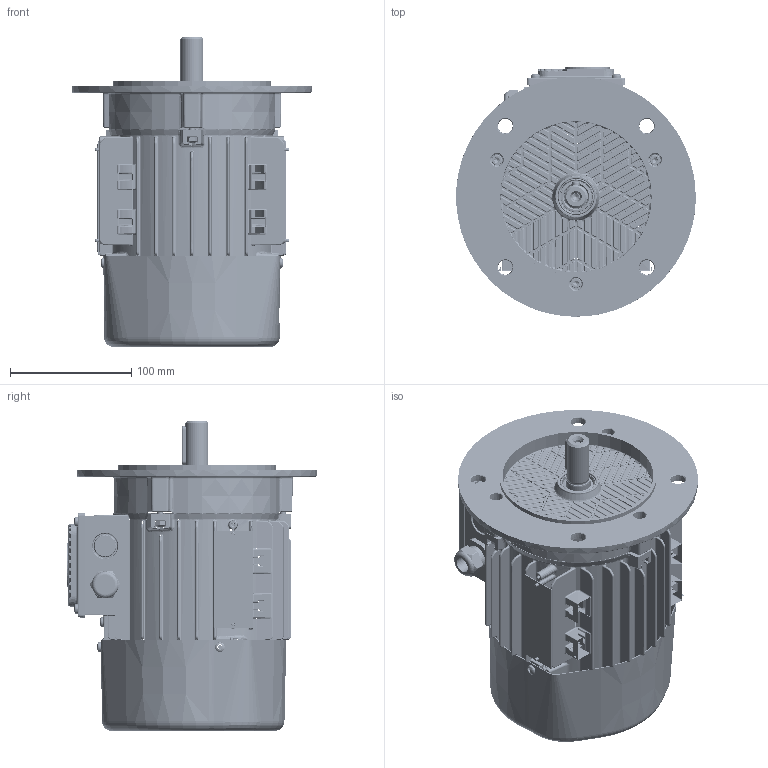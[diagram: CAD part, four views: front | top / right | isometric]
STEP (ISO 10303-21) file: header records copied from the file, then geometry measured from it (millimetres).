
FILE_DESCRIPTION(/* description */ (''),/* implementation_level */ '2;1');
FILE_NAME(/* name */ 'DIS GORUNUS QN80 B5.stp',/* time_stamp */ '2022-09-22T09:05:34+03:00',/* author */ (''),/* organization */ (''),/* preprocessor_version */ 'ST-DEVELOPER v16',/* originating_system */ 'SIEMENS PLM Software NX 11.0',/* authorisation */ '');
FILE_SCHEMA (('AUTOMOTIVE_DESIGN { 1 0 10303 214 3 1 1 1 }'));
Products named in the file (1): 260320808B12ligj
Bounding box: 197.94 x 205.91 x 255.71 mm (x, y, z)
Surface area: 309918.2 mm2 (no closed solid volume)
Topology: 0 solids, 110 shells, 5215 faces, 17634 edges, 11816 vertices
Faces by surface type: cylinder 2034, bspline 1403, plane 1229, torus 232, sphere 202, cone 115
Full cylindrical faces by diameter (mm): 4 x1, 4.5 x1, 5 x3, 5.1 x1, 6.4 x1, 8 x8, 13 x1, 18.4 x1, 19 x2, 20 x3, 27.8 x1, 28 x1, 29.5 x2, 130 x1, 134.4 x1
Entity records: 223474 total; most frequent: CARTESIAN_POINT 82262, DIRECTION 29330, ORIENTED_EDGE 26109, EDGE_CURVE 17188, VERTEX_POINT 11752, AXIS2_PLACEMENT_3D 11592, CIRCLE 6205, LINE 6146
